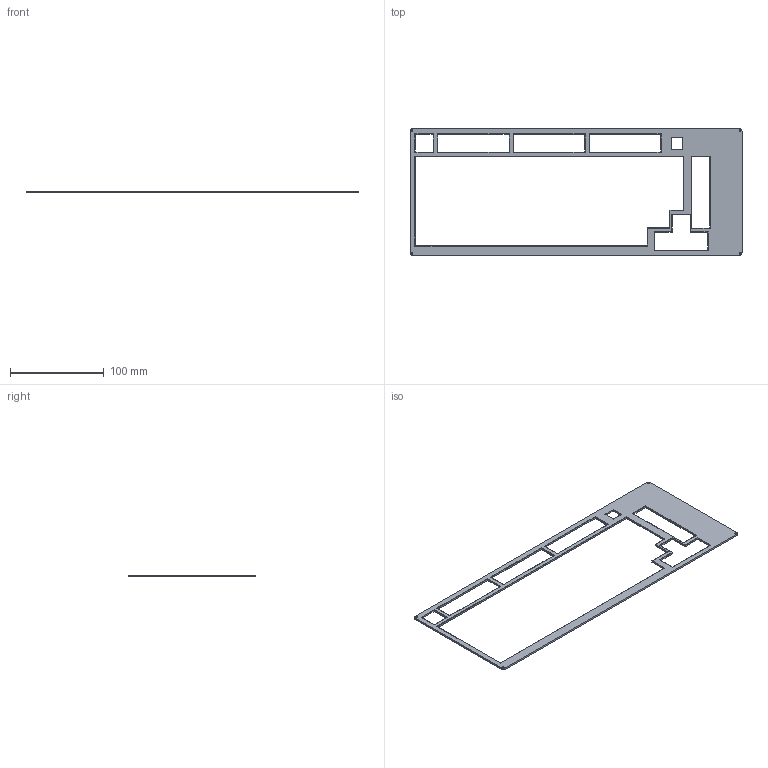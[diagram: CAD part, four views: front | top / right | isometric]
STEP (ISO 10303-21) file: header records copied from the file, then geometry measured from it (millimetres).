
FILE_DESCRIPTION(/* description */ ('STEP AP242 Edition 2','CAx-IF Rec.Pracs.---Representation and Presentation of Product Manufacturing Information (PMI)---4.0---2014-10-13','CAx-IF Rec.Pracs.---3D Tessellated Geometry---0.4---2014-09-14','2;1','CAx-IF Rec.Pracs.---User Defined Attributes---1.5---2016-08-15'),/* implementation_level */ '2;1');
FILE_NAME(/* name */ '6983e7af8697d6d11c4a87e6',/* time_stamp */ '2026-02-05T00:43:29Z',/* author */ (''),/* organization */ (''),/* preprocessor_version */ 'ST-DEVELOPER v20',/* originating_system */ 'ONSHAPE BY PTC INC, 1.210',/* authorisation */ ' ');
FILE_SCHEMA (('AP242_MANAGED_MODEL_BASED_3D_ENGINEERING_MIM_LF { 1 0 10303 442 3 1 4 }'));
Length unit declared in the file: metre
Products named in the file (1): Part 1
Bounding box: 354.22 x 135.09 x 2.03 mm (x, y, z)
Volume: 27903 mm3; surface area: 33047.7 mm2
Topology: 1 solids, 1 shells, 98 faces, 244 edges, 148 vertices
Faces by surface type: cylinder 48, plane 46, torus 4
Full cylindrical faces by diameter (mm): 1.511 x4
Entity records: 2886 total; most frequent: DIRECTION 494, CARTESIAN_POINT 483, ORIENTED_EDGE 472, EDGE_CURVE 236, LINE 176, VECTOR 176, AXIS2_PLACEMENT_3D 159, VERTEX_POINT 148
